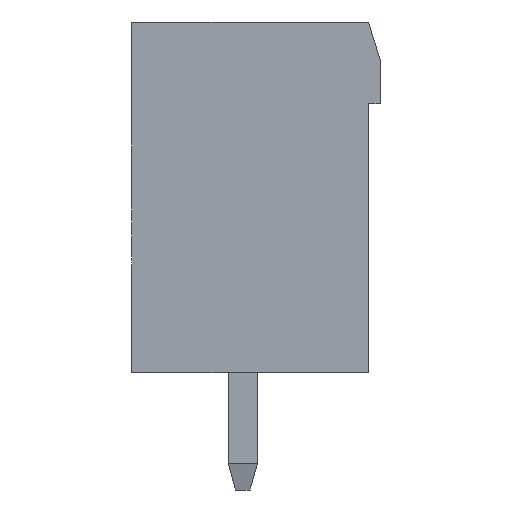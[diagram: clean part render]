
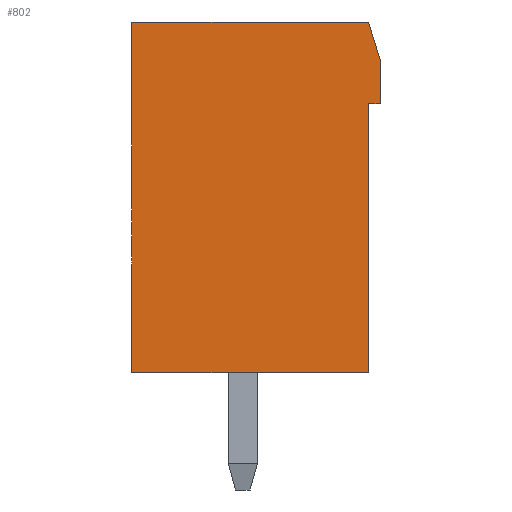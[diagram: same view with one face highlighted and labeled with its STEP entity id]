
A CAD part, left-side view. The second image highlights one B-rep face of the part: STEP entity #802.
In plain terms, the highlighted planar face has unit normal (-1, 0, 0).
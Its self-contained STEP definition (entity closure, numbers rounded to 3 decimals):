
#802 = ADVANCED_FACE( '', ( #1645 ), #1646, .T. );
#1645 = FACE_OUTER_BOUND( '', #2536, .T. );
#1646 = PLANE( '', #2537 );
#2536 = EDGE_LOOP( '', ( #4563, #4564, #4565, #4566, #4567, #4568, #4569 ) );
#2537 = AXIS2_PLACEMENT_3D( '', #4570, #4571, #4572 );
#4563 = ORIENTED_EDGE( '', *, *, #6186, .T. );
#4564 = ORIENTED_EDGE( '', *, *, #5733, .T. );
#4565 = ORIENTED_EDGE( '', *, *, #6281, .T. );
#4566 = ORIENTED_EDGE( '', *, *, #6236, .T. );
#4567 = ORIENTED_EDGE( '', *, *, #6282, .T. );
#4568 = ORIENTED_EDGE( '', *, *, #6283, .T. );
#4569 = ORIENTED_EDGE( '', *, *, #6019, .T. );
#4570 = CARTESIAN_POINT( '', ( -20.32, 0., 0. ) );
#4571 = DIRECTION( '', ( -1., 0., 0. ) );
#4572 = DIRECTION( '', ( 0., 0., 1. ) );
#5733 = EDGE_CURVE( '', #6999, #6997, #7000, .T. );
#6019 = EDGE_CURVE( '', #7439, #7440, #7441, .T. );
#6186 = EDGE_CURVE( '', #7440, #6999, #7673, .T. );
#6236 = EDGE_CURVE( '', #7740, #7738, #7741, .T. );
#6281 = EDGE_CURVE( '', #6997, #7740, #7794, .T. );
#6282 = EDGE_CURVE( '', #7738, #7795, #7796, .T. );
#6283 = EDGE_CURVE( '', #7795, #7439, #7797, .T. );
#6997 = VERTEX_POINT( '', #8798 );
#6999 = VERTEX_POINT( '', #8801 );
#7000 = LINE( '', #8802, #8803 );
#7439 = VERTEX_POINT( '', #9526 );
#7440 = VERTEX_POINT( '', #9527 );
#7441 = LINE( '', #9528, #9529 );
#7673 = LINE( '', #9922, #9923 );
#7738 = VERTEX_POINT( '', #10062 );
#7740 = VERTEX_POINT( '', #10065 );
#7741 = LINE( '', #10066, #10067 );
#7794 = LINE( '', #10142, #10143 );
#7795 = VERTEX_POINT( '', #10144 );
#7796 = LINE( '', #10145, #10146 );
#7797 = LINE( '', #10147, #10148 );
#8798 = CARTESIAN_POINT( '', ( -20.32, 4.05, 6. ) );
#8801 = CARTESIAN_POINT( '', ( -20.32, -4.05, 6. ) );
#8802 = CARTESIAN_POINT( '', ( -20.32, -4.05, 6. ) );
#8803 = VECTOR( '', #10779, 1000. );
#9526 = CARTESIAN_POINT( '', ( -20.32, -4.45, 3.2 ) );
#9527 = CARTESIAN_POINT( '', ( -20.32, -4.45, 4.7 ) );
#9528 = CARTESIAN_POINT( '', ( -20.32, -4.45, 3.2 ) );
#9529 = VECTOR( '', #11025, 1000. );
#9922 = CARTESIAN_POINT( '', ( -20.32, -4.45, 4.7 ) );
#9923 = VECTOR( '', #11157, 1000. );
#10062 = CARTESIAN_POINT( '', ( -20.32, -4.05, -6. ) );
#10065 = CARTESIAN_POINT( '', ( -20.32, 4.05, -6. ) );
#10066 = CARTESIAN_POINT( '', ( -20.32, 4.05, -6. ) );
#10067 = VECTOR( '', #11191, 1000. );
#10142 = CARTESIAN_POINT( '', ( -20.32, 4.05, 6. ) );
#10143 = VECTOR( '', #11223, 1000. );
#10144 = CARTESIAN_POINT( '', ( -20.32, -4.05, 3.2 ) );
#10145 = CARTESIAN_POINT( '', ( -20.32, -4.05, -6. ) );
#10146 = VECTOR( '', #11224, 1000. );
#10147 = CARTESIAN_POINT( '', ( -20.32, -4.05, 3.2 ) );
#10148 = VECTOR( '', #11225, 1000. );
#10779 = DIRECTION( '', ( 0., 1., 0. ) );
#11025 = DIRECTION( '', ( 0., 0., 1. ) );
#11157 = DIRECTION( '', ( 0., 0.294, 0.956 ) );
#11191 = DIRECTION( '', ( 0., -1., 0. ) );
#11223 = DIRECTION( '', ( 0., 0., -1. ) );
#11224 = DIRECTION( '', ( 0., 0., 1. ) );
#11225 = DIRECTION( '', ( 0., -1., 0. ) );
